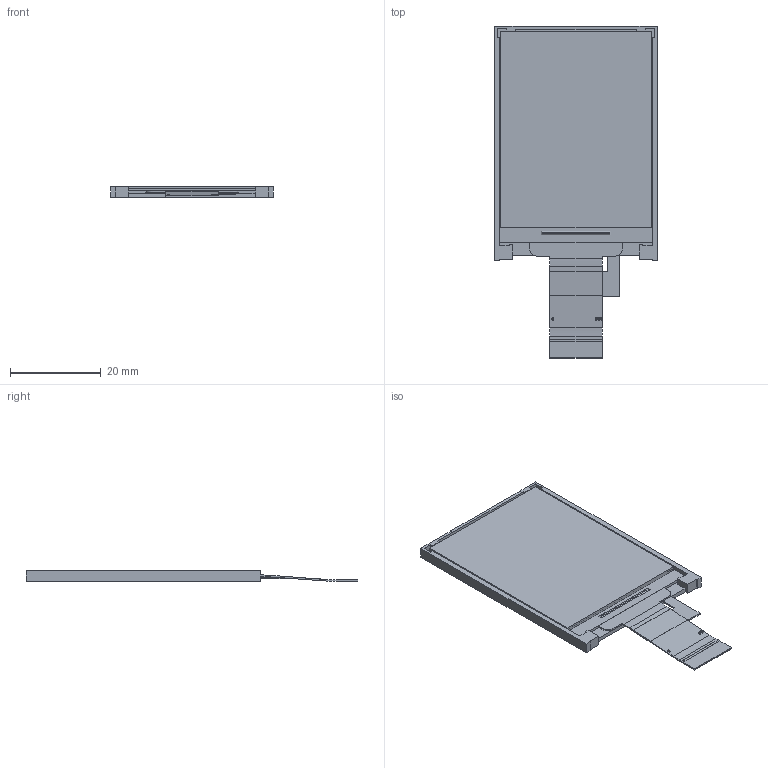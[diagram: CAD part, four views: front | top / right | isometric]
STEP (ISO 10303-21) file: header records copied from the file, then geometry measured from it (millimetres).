
FILE_DESCRIPTION(/* description */ ('Unknown'),/* implementation_level */ '2;1');
FILE_NAME(/* name */ '2.0 TFT IPS - 22P - Flat Mount - With Glass',/* time_stamp */ '2020-08-27T22:10:49-04:00',/* author */ ('Unknown'),/* organization */ ('Unknown'),/* preprocessor_version */ 'ST-DEVELOPER v16.7',/* originating_system */ 'Solid Edge',/* authorisation */ 'Unknown');
FILE_SCHEMA (('AUTOMOTIVE_DESIGN {1 0 10303 214 3 1 1}'));
Length unit declared in the file: millimetre
Products named in the file (3): 2.0 TFT IPS - 22P - Flat Mount - With Glass; 2.0 TFT IPS - Glass
Assembly tree (2 placements, depth 2):
  2.0 TFT IPS - 22P - Flat Mount - With Glass
    2.0 TFT IPS - 22P - Flat Mount - With Glass
    2.0 TFT IPS - Glass
Bounding box: 35.89 x 73.18 x 2.39 mm (x, y, z)
Volume: 5034.8 mm3; surface area: 8339.2 mm2
Topology: 2 solids, 22 shells, 425 faces, 1052 edges, 699 vertices
Faces by surface type: plane 374, bspline 45, cylinder 6
Entity records: 17527 total; most frequent: CARTESIAN_POINT 5140, ORIENTED_EDGE 2096, DIRECTION 1524, EDGE_CURVE 1048, LINE 734, VECTOR 734, VERTEX_POINT 699, EDGE_LOOP 471
